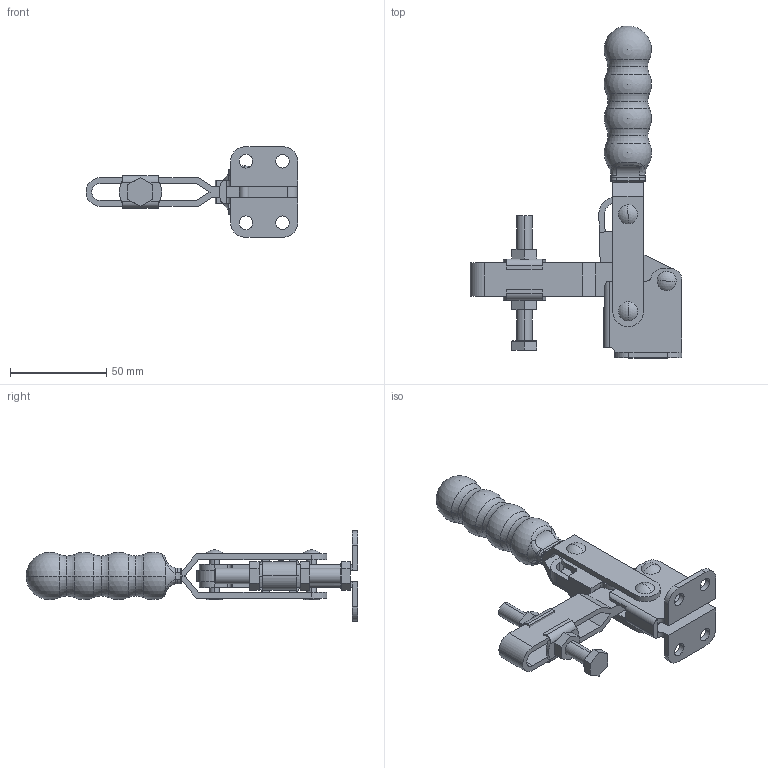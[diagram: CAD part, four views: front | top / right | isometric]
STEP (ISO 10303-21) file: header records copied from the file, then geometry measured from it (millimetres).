
FILE_DESCRIPTION (( 'STEP AP214' ), '1' );
FILE_NAME ('493781(GH-12502-B).STEP', '2019-01-10T07:11:26', ( 'LinWei' ), ( '' ), 'SwSTEP 2.0', 'SolidWorks 2016', '' );
FILE_SCHEMA (( 'AUTOMOTIVE_DESIGN' ));
Length unit declared in the file: millimetre
Products named in the file (6): 112502B08-1^493781(GH-12502-B); Group5^493781(GH-12502-B); Group4^493781(GH-12502-B); Group2^493781(GH-12502-B); Group1^493781(GH-12502-B); 493781(GH-12502-B)
Assembly tree (5 placements, depth 2):
  493781(GH-12502-B)
    Group1^493781(GH-12502-B)
    Group2^493781(GH-12502-B)
    Group4^493781(GH-12502-B)
    Group5^493781(GH-12502-B)
    112502B08-1^493781(GH-12502-B)
Bounding box: 110.3 x 172.7 x 47 mm (x, y, z)
Volume: 75550.2 mm3; surface area: 39153.8 mm2
Topology: 5 solids, 5 shells, 297 faces, 797 edges, 512 vertices
Faces by surface type: plane 136, cylinder 105, torus 30, sphere 16, bspline 10
Entity records: 10968 total; most frequent: CARTESIAN_POINT 2374, DIRECTION 1628, ORIENTED_EDGE 1554, EDGE_CURVE 777, AXIS2_PLACEMENT_3D 606, VERTEX_POINT 500, LINE 416, VECTOR 416
